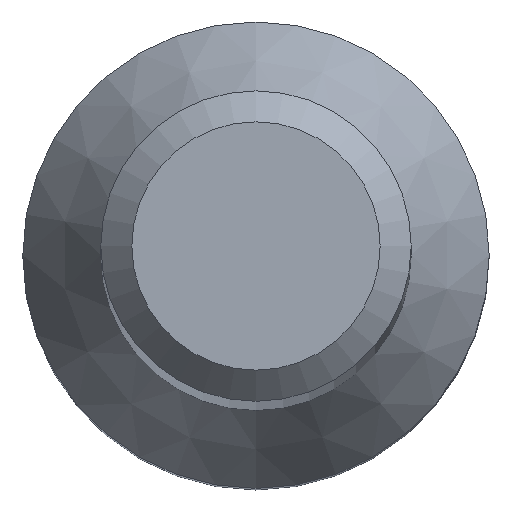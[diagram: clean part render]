
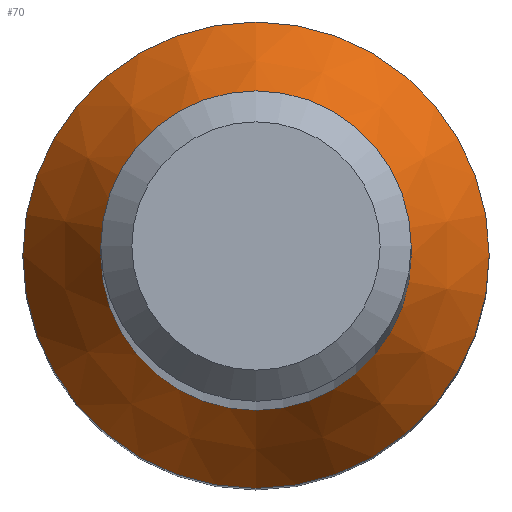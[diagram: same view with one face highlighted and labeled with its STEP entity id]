
A CAD part, top view. The second image highlights one B-rep face of the part: STEP entity #70.
In plain terms, the highlighted conical face has half-angle 30 degrees and reference radius 3.005 mm.
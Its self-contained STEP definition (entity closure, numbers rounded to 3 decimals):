
#11 = CONICAL_SURFACE ( 'NONE', #153, 3.005, 0.524 ) ;
#34 = VERTEX_POINT ( 'NONE', #149 ) ;
#39 = CIRCLE ( 'NONE', #147, 2. ) ;
#49 = DIRECTION ( 'NONE',  ( 0., 1., 0. ) ) ;
#64 = AXIS2_PLACEMENT_3D ( 'NONE', #172, #190, #77 ) ;
#70 = ADVANCED_FACE ( 'NONE', ( #139, #72 ), #11, .T. ) ;
#71 = CIRCLE ( 'NONE', #64, 3.005 ) ;
#72 = FACE_OUTER_BOUND ( 'NONE', #103, .T. ) ;
#77 = DIRECTION ( 'NONE',  ( 0., 1., 0. ) ) ;
#86 = CARTESIAN_POINT ( 'NONE',  ( 0., 0., 13.741 ) ) ;
#103 = EDGE_LOOP ( 'NONE', ( #194 ) ) ;
#106 = DIRECTION ( 'NONE',  ( 0., 0., -1. ) ) ;
#115 = CARTESIAN_POINT ( 'NONE',  ( 0., 3.005, 12. ) ) ;
#130 = VERTEX_POINT ( 'NONE', #115 ) ;
#139 = FACE_BOUND ( 'NONE', #161, .T. ) ;
#147 = AXIS2_PLACEMENT_3D ( 'NONE', #86, #215, #49 ) ;
#149 = CARTESIAN_POINT ( 'NONE',  ( 0., 2., 13.741 ) ) ;
#153 = AXIS2_PLACEMENT_3D ( 'NONE', #236, #106, #166 ) ;
#161 = EDGE_LOOP ( 'NONE', ( #213 ) ) ;
#166 = DIRECTION ( 'NONE',  ( 0., 1., 0. ) ) ;
#172 = CARTESIAN_POINT ( 'NONE',  ( 0., 0., 12. ) ) ;
#190 = DIRECTION ( 'NONE',  ( 0., 0., -1. ) ) ;
#194 = ORIENTED_EDGE ( 'NONE', *, *, #243, .F. ) ;
#205 = EDGE_CURVE ( 'NONE', #34, #34, #39, .T. ) ;
#213 = ORIENTED_EDGE ( 'NONE', *, *, #205, .T. ) ;
#215 = DIRECTION ( 'NONE',  ( 0., 0., -1. ) ) ;
#236 = CARTESIAN_POINT ( 'NONE',  ( 0., 0., 12. ) ) ;
#243 = EDGE_CURVE ( 'NONE', #130, #130, #71, .T. ) ;
